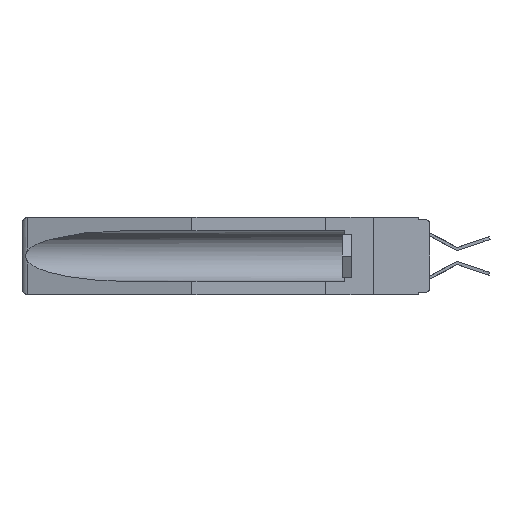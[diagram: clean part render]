
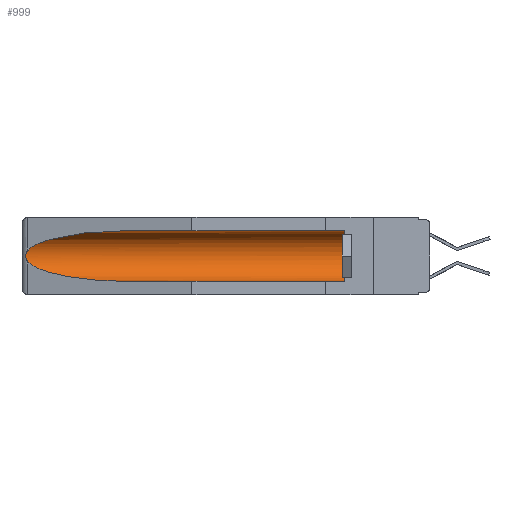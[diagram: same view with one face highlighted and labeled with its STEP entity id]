
A CAD part, left-side view. The second image highlights one B-rep face of the part: STEP entity #999.
In plain terms, the highlighted cylindrical face has radius 2.857 mm (diameter 5.715 mm), a partial arc.
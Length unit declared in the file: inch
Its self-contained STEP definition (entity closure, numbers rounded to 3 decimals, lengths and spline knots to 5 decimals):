
#185 =( BOUNDED_CURVE ( )  B_SPLINE_CURVE ( 3, ( #6666, #3829, #5122, #3652 ),
 .UNSPECIFIED., .F., .F. ) 
 B_SPLINE_CURVE_WITH_KNOTS ( ( 4, 4 ),
 ( 4.71239, 6.08839 ),
 .UNSPECIFIED. ) 
 CURVE ( )  GEOMETRIC_REPRESENTATION_ITEM ( )  RATIONAL_B_SPLINE_CURVE ( ( 1., 0.848, 0.848, 1. ) ) 
 REPRESENTATION_ITEM ( '' )  );
#441 = EDGE_LOOP ( 'NONE', ( #2848, #12460, #11464, #9603, #9490, #7900 ) ) ;
#574 = CARTESIAN_POINT ( 'NONE',  ( 0.155, 0.126, -0.284 ) ) ;
#727 = DIRECTION ( 'NONE',  ( 0., 1., 0. ) ) ;
#806 = CARTESIAN_POINT ( 'NONE',  ( 0.26655, 1.53094, -0.18657 ) ) ;
#972 = CARTESIAN_POINT ( 'NONE',  ( 0.2675, 1.53308, -0.17534 ) ) ;
#999 = ADVANCED_FACE ( 'NONE', ( #16327 ), #13647, .F. ) ;
#1024 = VERTEX_POINT ( 'NONE', #2306 ) ;
#2306 = CARTESIAN_POINT ( 'NONE',  ( 0.155, 1.07973, -0.059 ) ) ;
#2352 = CARTESIAN_POINT ( 'NONE',  ( 0.26597, 1.52961, -0.15275 ) ) ;
#2435 = CARTESIAN_POINT ( 'NONE',  ( 0.26537, 1.52718, -0.19328 ) ) ;
#2483 = B_SPLINE_CURVE_WITH_KNOTS ( 'NONE', 3,
 ( #9044, #2352, #17599, #5099, #13521, #972, #3547, #806, #6551, #2435 ),
 .UNSPECIFIED., .F., .F.,
 ( 4, 2, 2, 2, 4 ),
 ( 0., 0.00029, 0.00058, 0.00087, 0.00117 ),
 .UNSPECIFIED. ) ;
#2711 = EDGE_CURVE ( 'NONE', #1024, #13426, #185, .T. ) ;
#2848 = ORIENTED_EDGE ( 'NONE', *, *, #2711, .T. ) ;
#3240 = EDGE_CURVE ( 'NONE', #13426, #10822, #2483, .T. ) ;
#3303 = CARTESIAN_POINT ( 'NONE',  ( 0.25451, 1.48313, -0.24835 ) ) ;
#3547 = CARTESIAN_POINT ( 'NONE',  ( 0.2673, 1.53269, -0.17917 ) ) ;
#3581 = EDGE_CURVE ( 'NONE', #4981, #1024, #7077, .T. ) ;
#3652 = CARTESIAN_POINT ( 'NONE',  ( 0.26537, 1.52718, -0.14972 ) ) ;
#3829 = CARTESIAN_POINT ( 'NONE',  ( 0.21114, 1.30732, -0.059 ) ) ;
#4323 = CARTESIAN_POINT ( 'NONE',  ( 0.26537, 1.52718, -0.14972 ) ) ;
#4410 = VERTEX_POINT ( 'NONE', #574 ) ;
#4596 = VECTOR ( 'NONE', #727, 39.37008 ) ;
#4617 = CARTESIAN_POINT ( 'NONE',  ( 0.155, 0.126, -0.1715 ) ) ;
#4981 = VERTEX_POINT ( 'NONE', #17433 ) ;
#5099 = CARTESIAN_POINT ( 'NONE',  ( 0.2673, 1.5327, -0.16383 ) ) ;
#5122 = CARTESIAN_POINT ( 'NONE',  ( 0.25451, 1.48313, -0.09465 ) ) ;
#5354 = AXIS2_PLACEMENT_3D ( 'NONE', #4617, #7260, #17102 ) ;
#6551 = CARTESIAN_POINT ( 'NONE',  ( 0.26597, 1.5296, -0.19026 ) ) ;
#6589 = CARTESIAN_POINT ( 'NONE',  ( 0.155, -0.30754, -0.1715 ) ) ;
#6666 = CARTESIAN_POINT ( 'NONE',  ( 0.155, 1.07973, -0.059 ) ) ;
#7077 = LINE ( 'NONE', #12665, #10936 ) ;
#7260 = DIRECTION ( 'NONE',  ( 0., -1., 0. ) ) ;
#7900 = ORIENTED_EDGE ( 'NONE', *, *, #3581, .T. ) ;
#8362 =( BOUNDED_CURVE ( )  B_SPLINE_CURVE ( 3, ( #15879, #3303, #10086, #14299 ),
 .UNSPECIFIED., .F., .F. ) 
 B_SPLINE_CURVE_WITH_KNOTS ( ( 4, 4 ),
 ( 0.1948, 1.5708 ),
 .UNSPECIFIED. ) 
 CURVE ( )  GEOMETRIC_REPRESENTATION_ITEM ( )  RATIONAL_B_SPLINE_CURVE ( ( 1., 0.848, 0.848, 1. ) ) 
 REPRESENTATION_ITEM ( '' )  );
#9044 = CARTESIAN_POINT ( 'NONE',  ( 0.26537, 1.52718, -0.14972 ) ) ;
#9343 = DIRECTION ( 'NONE',  ( 0., 1., 0. ) ) ;
#9490 = ORIENTED_EDGE ( 'NONE', *, *, #10788, .T. ) ;
#9603 = ORIENTED_EDGE ( 'NONE', *, *, #15296, .F. ) ;
#10086 = CARTESIAN_POINT ( 'NONE',  ( 0.21114, 1.30732, -0.284 ) ) ;
#10788 = EDGE_CURVE ( 'NONE', #4410, #4981, #15017, .T. ) ;
#10822 = VERTEX_POINT ( 'NONE', #11905 ) ;
#10936 = VECTOR ( 'NONE', #11370, 39.37008 ) ;
#11370 = DIRECTION ( 'NONE',  ( 0., 1., 0. ) ) ;
#11464 = ORIENTED_EDGE ( 'NONE', *, *, #16592, .T. ) ;
#11905 = CARTESIAN_POINT ( 'NONE',  ( 0.26537, 1.52718, -0.19328 ) ) ;
#12460 = ORIENTED_EDGE ( 'NONE', *, *, #3240, .T. ) ;
#12665 = CARTESIAN_POINT ( 'NONE',  ( 0.155, -0.30754, -0.059 ) ) ;
#13426 = VERTEX_POINT ( 'NONE', #4323 ) ;
#13521 = CARTESIAN_POINT ( 'NONE',  ( 0.2675, 1.53308, -0.16763 ) ) ;
#13647 = CYLINDRICAL_SURFACE ( 'NONE', #14385, 0.1125 ) ;
#14283 = LINE ( 'NONE', #17434, #4596 ) ;
#14299 = CARTESIAN_POINT ( 'NONE',  ( 0.155, 1.07973, -0.284 ) ) ;
#14385 = AXIS2_PLACEMENT_3D ( 'NONE', #6589, #9343, #17719 ) ;
#15017 = CIRCLE ( 'NONE', #5354, 0.1125 ) ;
#15296 = EDGE_CURVE ( 'NONE', #4410, #17755, #14283, .T. ) ;
#15879 = CARTESIAN_POINT ( 'NONE',  ( 0.26537, 1.52718, -0.19328 ) ) ;
#16327 = FACE_OUTER_BOUND ( 'NONE', #441, .T. ) ;
#16462 = CARTESIAN_POINT ( 'NONE',  ( 0.155, 1.07973, -0.284 ) ) ;
#16592 = EDGE_CURVE ( 'NONE', #10822, #17755, #8362, .T. ) ;
#17102 = DIRECTION ( 'NONE',  ( 0., 0., 1. ) ) ;
#17433 = CARTESIAN_POINT ( 'NONE',  ( 0.155, 0.126, -0.059 ) ) ;
#17434 = CARTESIAN_POINT ( 'NONE',  ( 0.155, -0.30754, -0.284 ) ) ;
#17599 = CARTESIAN_POINT ( 'NONE',  ( 0.26654, 1.53092, -0.15636 ) ) ;
#17719 = DIRECTION ( 'NONE',  ( 0., 0., 1. ) ) ;
#17755 = VERTEX_POINT ( 'NONE', #16462 ) ;
